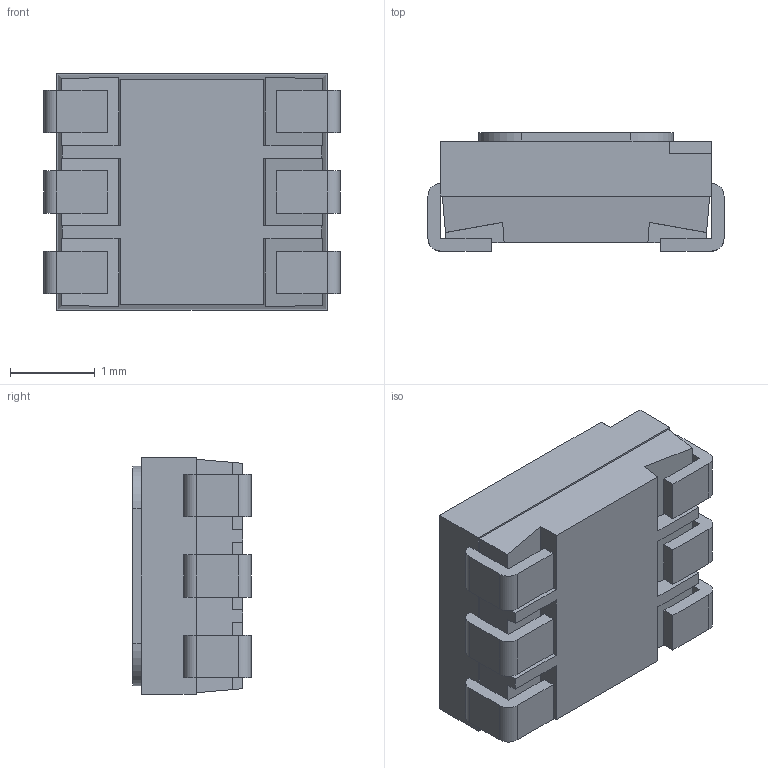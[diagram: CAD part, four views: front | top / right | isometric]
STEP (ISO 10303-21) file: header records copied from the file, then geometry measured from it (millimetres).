
FILE_DESCRIPTION(/* description */ ('STEP AP203'),/* implementation_level */ '2;1');
FILE_NAME(/* name */ 'VLMRGB6122-B00.stp',/* time_stamp */ '2024-12-13T16:19:44+01:00',/* author */ ('mmangarudov'),/* organization */ (''),/* preprocessor_version */ 'ST-DEVELOPER v18.1',/* originating_system */ 'Autodesk Inventor 2022',/* authorisation */ '');
FILE_SCHEMA (('AUTOMOTIVE_DESIGN { 1 0 10303 214 3 1 1 }'));
Length unit declared in the file: millimetre
Products named in the file (1): VLMRGB6122-B00
Bounding box: 3.5 x 1.4 x 2.8 mm (x, y, z)
Volume: 11.1 mm3; surface area: 55.8 mm2
Topology: 3 solids, 3 shells, 118 faces, 317 edges, 208 vertices
Faces by surface type: plane 94, cylinder 24
Entity records: 3690 total; most frequent: CARTESIAN_POINT 644, ORIENTED_EDGE 634, DIRECTION 603, EDGE_CURVE 317, LINE 269, VECTOR 269, VERTEX_POINT 208, AXIS2_PLACEMENT_3D 167
